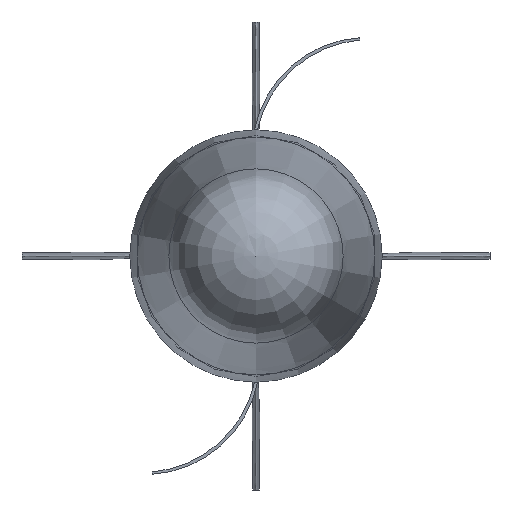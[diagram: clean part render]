
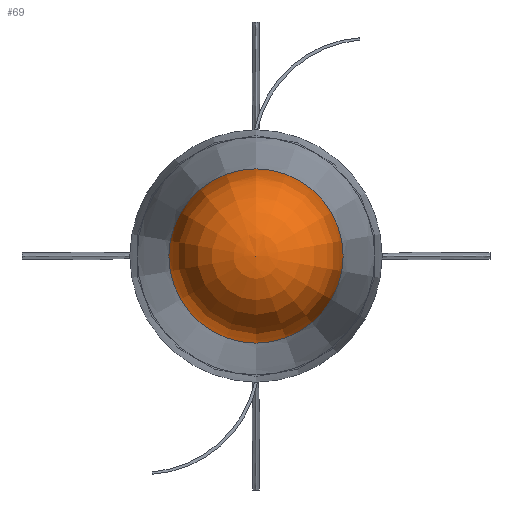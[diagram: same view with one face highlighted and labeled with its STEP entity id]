
A CAD part, left-side view. The second image highlights one B-rep face of the part: STEP entity #69.
In plain terms, the highlighted face is a revolution surface.
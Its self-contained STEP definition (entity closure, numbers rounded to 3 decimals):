
#69 = ADVANCED_FACE( '', ( #151, #152 ), #153, .T. );
#151 = FACE_OUTER_BOUND( '', #507, .T. );
#152 = FACE_BOUND( '', #508, .T. );
#153 = SURFACE_OF_REVOLUTION( '', #509, #510 );
#507 = EDGE_LOOP( '', ( #904 ) );
#508 = VERTEX_LOOP( '', #905 );
#509 = B_SPLINE_CURVE_WITH_KNOTS( '', 3, ( #906, #907, #908, #909, #910, #911, #912, #913, #914, #915, #916 ), .UNSPECIFIED., .F., .F., ( 4, 1, 1, 1, 1, 1, 1, 1, 4 ), ( 0., 0.086, 0.188, 0.37, 0.475, 0.596, 0.685, 0.806, 1. ), .UNSPECIFIED. );
#510 = AXIS1_PLACEMENT( '', #917, #918 );
#904 = ORIENTED_EDGE( '', *, *, #994, .T. );
#905 = VERTEX_POINT( '', #1035 );
#906 = CARTESIAN_POINT( '', ( 0., 0., 0. ) );
#907 = CARTESIAN_POINT( '', ( 0.294, 0., 2.939 ) );
#908 = CARTESIAN_POINT( '', ( 0.304, 0., 8.148 ) );
#909 = CARTESIAN_POINT( '', ( 3.368, 0., 17.229 ) );
#910 = CARTESIAN_POINT( '', ( 8.126, 0., 26.749 ) );
#911 = CARTESIAN_POINT( '', ( 17.744, 0., 32.912 ) );
#912 = CARTESIAN_POINT( '', ( 22.278, 0., 36.565 ) );
#913 = CARTESIAN_POINT( '', ( 32.113, 0., 39.149 ) );
#914 = CARTESIAN_POINT( '', ( 41.995, 0., 40.033 ) );
#915 = CARTESIAN_POINT( '', ( 51.453, 0., 41.056 ) );
#916 = CARTESIAN_POINT( '', ( 57.799, 0., 41.398 ) );
#917 = CARTESIAN_POINT( '', ( 967.996, 0., 0. ) );
#918 = DIRECTION( '', ( 1., 0., 0. ) );
#994 = EDGE_CURVE( '', #1063, #1063, #1064, .T. );
#1035 = CARTESIAN_POINT( '', ( 0., 0., 0. ) );
#1063 = VERTEX_POINT( '', #1155 );
#1064 = CIRCLE( '', #1156, 41.398 );
#1155 = CARTESIAN_POINT( '', ( 57.799, 0., 41.398 ) );
#1156 = AXIS2_PLACEMENT_3D( '', #1880, #1881, #1882 );
#1880 = CARTESIAN_POINT( '', ( 57.799, 0., 0. ) );
#1881 = DIRECTION( '', ( -1., 0., 0. ) );
#1882 = DIRECTION( '', ( 0., 0., 1. ) );
